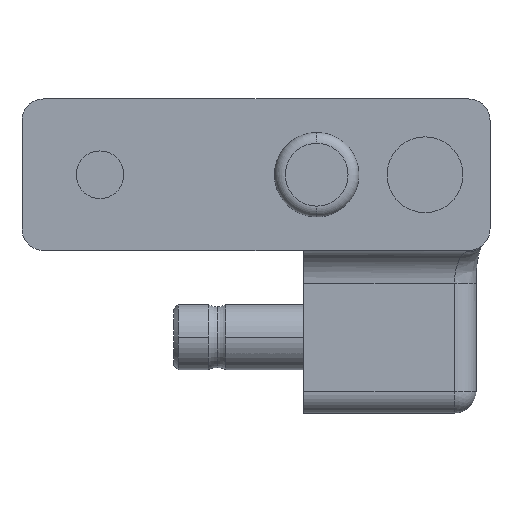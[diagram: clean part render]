
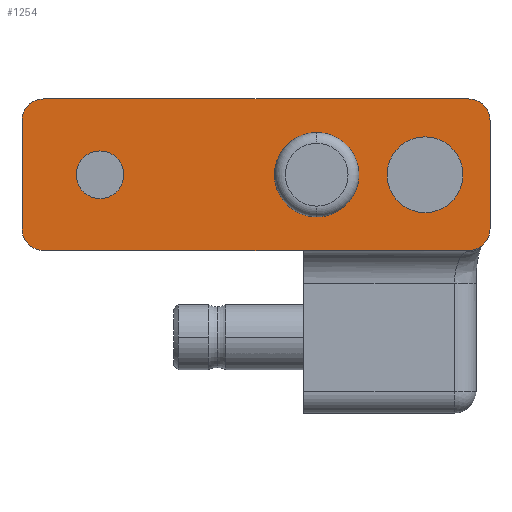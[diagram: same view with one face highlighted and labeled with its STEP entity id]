
A CAD part, left-side view. The second image highlights one B-rep face of the part: STEP entity #1254.
In plain terms, the highlighted planar face has unit normal (-1, 0, 0).
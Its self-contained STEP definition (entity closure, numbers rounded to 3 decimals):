
#3 = AXIS2_PLACEMENT_3D ( 'NONE', #667, #668, #669 ) ;
#7 = AXIS2_PLACEMENT_3D ( 'NONE', #637, #598, #601 ) ;
#12 = AXIS2_PLACEMENT_3D ( 'NONE', #654, #655, #656 ) ;
#17 = AXIS2_PLACEMENT_3D ( 'NONE', #561, #562, #563 ) ;
#24 = AXIS2_PLACEMENT_3D ( 'NONE', #711, #712, #680 ) ;
#26 = AXIS2_PLACEMENT_3D ( 'NONE', #569, #570, #572 ) ;
#33 = CARTESIAN_POINT ( 'NONE',  ( 0., 20.6, -3.5 ) ) ;
#36 = CARTESIAN_POINT ( 'NONE',  ( 0., 8., 1.95 ) ) ;
#38 = CARTESIAN_POINT ( 'NONE',  ( 0., 8., -1.95 ) ) ;
#41 = CARTESIAN_POINT ( 'NONE',  ( 0., 3., -1.75 ) ) ;
#42 = CARTESIAN_POINT ( 'NONE',  ( 0., 3., 1.75 ) ) ;
#45 = CARTESIAN_POINT ( 'NONE',  ( 0., 18., -1.1 ) ) ;
#46 = CARTESIAN_POINT ( 'NONE',  ( 0., 18., 1.1 ) ) ;
#51 = CARTESIAN_POINT ( 'NONE',  ( 0., 1., -3.5 ) ) ;
#57 = CARTESIAN_POINT ( 'NONE',  ( 0., 20.6, 3.5 ) ) ;
#65 = VERTEX_POINT ( 'NONE', #57 ) ;
#66 = VERTEX_POINT ( 'NONE', #51 ) ;
#69 = VERTEX_POINT ( 'NONE', #46 ) ;
#70 = VERTEX_POINT ( 'NONE', #45 ) ;
#73 = VERTEX_POINT ( 'NONE', #42 ) ;
#74 = VERTEX_POINT ( 'NONE', #41 ) ;
#77 = VERTEX_POINT ( 'NONE', #38 ) ;
#79 = VERTEX_POINT ( 'NONE', #36 ) ;
#82 = VERTEX_POINT ( 'NONE', #33 ) ;
#204 = EDGE_LOOP ( 'NONE', ( #1640, #1649 ) ) ;
#211 = EDGE_LOOP ( 'NONE', ( #1631, #1630, #1629, #1627, #1628, #1646, #1638, #1647 ) ) ;
#216 = EDGE_LOOP ( 'NONE', ( #1671, #1668 ) ) ;
#217 = EDGE_LOOP ( 'NONE', ( #1639, #1648 ) ) ;
#561 = CARTESIAN_POINT ( 'NONE',  ( 0., 8., 0. ) ) ;
#562 = DIRECTION ( 'NONE',  ( -1., 0., 0. ) ) ;
#563 = DIRECTION ( 'NONE',  ( 0., 0., -1. ) ) ;
#569 = CARTESIAN_POINT ( 'NONE',  ( 0., 18., 0. ) ) ;
#570 = DIRECTION ( 'NONE',  ( -1., 0., 0. ) ) ;
#572 = DIRECTION ( 'NONE',  ( 0., 0., 1. ) ) ;
#573 = CARTESIAN_POINT ( 'NONE',  ( 0., 21.6, 3.5 ) ) ;
#574 = DIRECTION ( 'NONE',  ( 0., 0., -1. ) ) ;
#598 = DIRECTION ( 'NONE',  ( -1., 0., 0. ) ) ;
#601 = DIRECTION ( 'NONE',  ( 0., 0., 1. ) ) ;
#628 = DIRECTION ( 'NONE',  ( -1., 0., 0. ) ) ;
#629 = DIRECTION ( 'NONE',  ( 0., 0., -1. ) ) ;
#637 = CARTESIAN_POINT ( 'NONE',  ( 0., 3., 0. ) ) ;
#644 = CARTESIAN_POINT ( 'NONE',  ( 0., 8., 0. ) ) ;
#645 = DIRECTION ( 'NONE',  ( -1., 0., 0. ) ) ;
#646 = DIRECTION ( 'NONE',  ( 0., 0., -1. ) ) ;
#652 = CARTESIAN_POINT ( 'NONE',  ( 0., 20.6, 2.5 ) ) ;
#654 = CARTESIAN_POINT ( 'NONE',  ( 0., 3., 0. ) ) ;
#655 = DIRECTION ( 'NONE',  ( -1., 0., 0. ) ) ;
#656 = DIRECTION ( 'NONE',  ( 0., 0., 1. ) ) ;
#659 = CARTESIAN_POINT ( 'NONE',  ( 0., 1., 2.5 ) ) ;
#660 = DIRECTION ( 'NONE',  ( -1., 0., 0. ) ) ;
#663 = DIRECTION ( 'NONE',  ( 0., 0., -1. ) ) ;
#667 = CARTESIAN_POINT ( 'NONE',  ( 0., 18., 0. ) ) ;
#668 = DIRECTION ( 'NONE',  ( -1., 0., 0. ) ) ;
#669 = DIRECTION ( 'NONE',  ( 0., 0., 1. ) ) ;
#680 = DIRECTION ( 'NONE',  ( 0., 0., -1. ) ) ;
#700 = CARTESIAN_POINT ( 'NONE',  ( 0., 0., -3.5 ) ) ;
#701 = DIRECTION ( 'NONE',  ( 0., -1., 0. ) ) ;
#705 = DIRECTION ( 'NONE',  ( 0., 0., -1. ) ) ;
#709 = CARTESIAN_POINT ( 'NONE',  ( 0., 0., 3.5 ) ) ;
#710 = DIRECTION ( 'NONE',  ( 0., -1., 0. ) ) ;
#711 = CARTESIAN_POINT ( 'NONE',  ( 0., 20.6, -2.5 ) ) ;
#712 = DIRECTION ( 'NONE',  ( -1., 0., 0. ) ) ;
#713 = CARTESIAN_POINT ( 'NONE',  ( 0., 1., -2.5 ) ) ;
#714 = DIRECTION ( 'NONE',  ( -1., 0., 0. ) ) ;
#715 = DIRECTION ( 'NONE',  ( 0., 0., -1. ) ) ;
#716 = CARTESIAN_POINT ( 'NONE',  ( 0., 0., 3.5 ) ) ;
#1076 = CARTESIAN_POINT ( 'NONE',  ( 0., 1., 3.5 ) ) ;
#1078 = CARTESIAN_POINT ( 'NONE',  ( 0., 0., 2.5 ) ) ;
#1084 = CARTESIAN_POINT ( 'NONE',  ( 0., 0., -2.5 ) ) ;
#1085 = CARTESIAN_POINT ( 'NONE',  ( 0., 21.6, 2.5 ) ) ;
#1086 = CARTESIAN_POINT ( 'NONE',  ( 0., 21.6, -2.5 ) ) ;
#1147 = DIRECTION ( 'NONE',  ( 0., 0., -1. ) ) ;
#1150 = CARTESIAN_POINT ( 'NONE',  ( 0., 0., 3.5 ) ) ;
#1155 = PLANE ( 'NONE',  #2073 ) ;
#1156 = DIRECTION ( 'NONE',  ( 1., 0., 0. ) ) ;
#1254 = ADVANCED_FACE ( 'NONE', ( #1470, #1474, #1467, #1472 ), #1155, .F. ) ;
#1268 = CIRCLE ( 'NONE', #24, 1. ) ;
#1269 = LINE ( 'NONE', #573, #1573 ) ;
#1270 = VECTOR ( 'NONE', #710, 1000. ) ;
#1271 = CIRCLE ( 'NONE', #2086, 1. ) ;
#1272 = LINE ( 'NONE', #716, #1270 ) ;
#1273 = VECTOR ( 'NONE', #705, 1000. ) ;
#1274 = LINE ( 'NONE', #709, #1273 ) ;
#1275 = VECTOR ( 'NONE', #701, 1000. ) ;
#1276 = CIRCLE ( 'NONE', #2085, 1. ) ;
#1277 = LINE ( 'NONE', #700, #1275 ) ;
#1286 = CIRCLE ( 'NONE', #2026, 1. ) ;
#1307 = CIRCLE ( 'NONE', #3, 1.1 ) ;
#1318 = CIRCLE ( 'NONE', #1989, 1.95 ) ;
#1319 = CIRCLE ( 'NONE', #12, 1.75 ) ;
#1467 = FACE_BOUND ( 'NONE', #204, .T. ) ;
#1470 = FACE_OUTER_BOUND ( 'NONE', #211, .T. ) ;
#1472 = FACE_BOUND ( 'NONE', #216, .T. ) ;
#1474 = FACE_BOUND ( 'NONE', #217, .T. ) ;
#1562 = CIRCLE ( 'NONE', #26, 1.1 ) ;
#1566 = VERTEX_POINT ( 'NONE', #1086 ) ;
#1573 = VECTOR ( 'NONE', #574, 1000. ) ;
#1627 = ORIENTED_EDGE ( 'NONE', *, *, #1952, .T. ) ;
#1628 = ORIENTED_EDGE ( 'NONE', *, *, #1953, .F. ) ;
#1629 = ORIENTED_EDGE ( 'NONE', *, *, #1951, .F. ) ;
#1630 = ORIENTED_EDGE ( 'NONE', *, *, #1950, .T. ) ;
#1631 = ORIENTED_EDGE ( 'NONE', *, *, #1949, .T. ) ;
#1638 = ORIENTED_EDGE ( 'NONE', *, *, #1955, .T. ) ;
#1639 = ORIENTED_EDGE ( 'NONE', *, *, #1957, .F. ) ;
#1640 = ORIENTED_EDGE ( 'NONE', *, *, #1958, .F. ) ;
#1641 = VERTEX_POINT ( 'NONE', #1084 ) ;
#1646 = ORIENTED_EDGE ( 'NONE', *, *, #1954, .T. ) ;
#1647 = ORIENTED_EDGE ( 'NONE', *, *, #1956, .T. ) ;
#1648 = ORIENTED_EDGE ( 'NONE', *, *, #1933, .F. ) ;
#1649 = ORIENTED_EDGE ( 'NONE', *, *, #1929, .F. ) ;
#1650 = VERTEX_POINT ( 'NONE', #1085 ) ;
#1668 = ORIENTED_EDGE ( 'NONE', *, *, #1925, .F. ) ;
#1671 = ORIENTED_EDGE ( 'NONE', *, *, #1959, .F. ) ;
#1681 = VERTEX_POINT ( 'NONE', #1078 ) ;
#1754 = VERTEX_POINT ( 'NONE', #1076 ) ;
#1925 = EDGE_CURVE ( 'NONE', #79, #77, #1318, .T. ) ;
#1929 = EDGE_CURVE ( 'NONE', #74, #73, #1319, .T. ) ;
#1933 = EDGE_CURVE ( 'NONE', #70, #69, #1307, .T. ) ;
#1949 = EDGE_CURVE ( 'NONE', #82, #66, #1277, .T. ) ;
#1950 = EDGE_CURVE ( 'NONE', #66, #1641, #1286, .T. ) ;
#1951 = EDGE_CURVE ( 'NONE', #1681, #1641, #1274, .T. ) ;
#1952 = EDGE_CURVE ( 'NONE', #1681, #1754, #1276, .T. ) ;
#1953 = EDGE_CURVE ( 'NONE', #65, #1754, #1272, .T. ) ;
#1954 = EDGE_CURVE ( 'NONE', #65, #1650, #1271, .T. ) ;
#1955 = EDGE_CURVE ( 'NONE', #1650, #1566, #1269, .T. ) ;
#1956 = EDGE_CURVE ( 'NONE', #1566, #82, #1268, .T. ) ;
#1957 = EDGE_CURVE ( 'NONE', #69, #70, #1562, .T. ) ;
#1958 = EDGE_CURVE ( 'NONE', #73, #74, #1982, .T. ) ;
#1959 = EDGE_CURVE ( 'NONE', #77, #79, #1981, .T. ) ;
#1981 = CIRCLE ( 'NONE', #17, 1.95 ) ;
#1982 = CIRCLE ( 'NONE', #7, 1.75 ) ;
#1989 = AXIS2_PLACEMENT_3D ( 'NONE', #644, #645, #646 ) ;
#2026 = AXIS2_PLACEMENT_3D ( 'NONE', #713, #714, #715 ) ;
#2073 = AXIS2_PLACEMENT_3D ( 'NONE', #1150, #1156, #1147 ) ;
#2085 = AXIS2_PLACEMENT_3D ( 'NONE', #659, #660, #663 ) ;
#2086 = AXIS2_PLACEMENT_3D ( 'NONE', #652, #628, #629 ) ;
